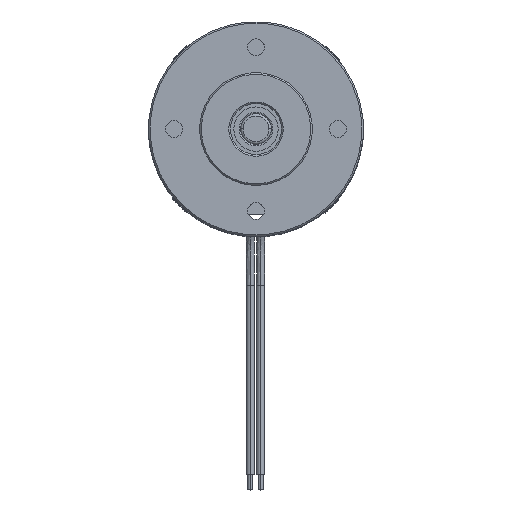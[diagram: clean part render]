
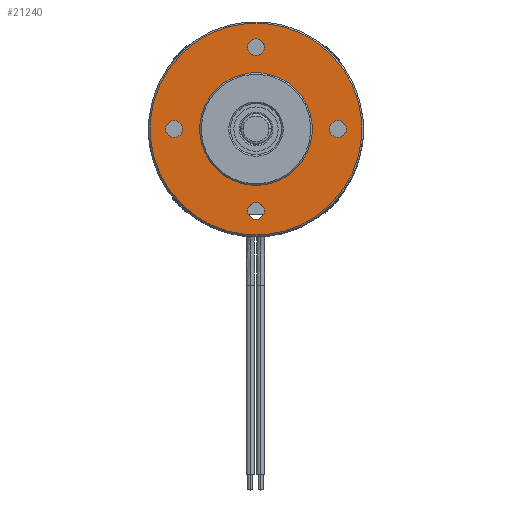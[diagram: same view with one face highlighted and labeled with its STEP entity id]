
A CAD part, top view. The second image highlights one B-rep face of the part: STEP entity #21240.
In plain terms, the highlighted planar face has unit normal (0, 0, 1).
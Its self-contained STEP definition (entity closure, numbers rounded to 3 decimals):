
#831 = EDGE_LOOP ( 'NONE', ( #57866, #29343 ) ) ;
#1314 = FACE_OUTER_BOUND ( 'NONE', #9980, .T. ) ;
#1404 = DIRECTION ( 'NONE',  ( 0., 0., -1. ) ) ;
#1650 = CIRCLE ( 'NONE', #21736, 1.65 ) ;
#2720 = EDGE_LOOP ( 'NONE', ( #31062, #26961 ) ) ;
#3457 = DIRECTION ( 'NONE',  ( 0., 0., -1. ) ) ;
#3532 = EDGE_LOOP ( 'NONE', ( #17693, #34679 ) ) ;
#3658 = CARTESIAN_POINT ( 'NONE',  ( -1.167, 14.833, 70. ) ) ;
#3675 = VERTEX_POINT ( 'NONE', #13549 ) ;
#3705 = CIRCLE ( 'NONE', #56616, 11. ) ;
#3847 = ORIENTED_EDGE ( 'NONE', *, *, #43555, .T. ) ;
#4657 = EDGE_CURVE ( 'NONE', #46682, #45307, #28773, .T. ) ;
#5372 = CARTESIAN_POINT ( 'NONE',  ( 1.167, 17.167, 70. ) ) ;
#5907 = EDGE_CURVE ( 'NONE', #45307, #46682, #17687, .T. ) ;
#6240 = CARTESIAN_POINT ( 'NONE',  ( 0., -16., 70. ) ) ;
#6278 = FACE_BOUND ( 'NONE', #2720, .T. ) ;
#7274 = AXIS2_PLACEMENT_3D ( 'NONE', #58150, #17732, #37938 ) ;
#8014 = EDGE_CURVE ( 'NONE', #20299, #24394, #1650, .T. ) ;
#9168 = EDGE_LOOP ( 'NONE', ( #34665, #41667 ) ) ;
#9544 = EDGE_CURVE ( 'NONE', #12799, #45397, #44037, .T. ) ;
#9980 = EDGE_LOOP ( 'NONE', ( #3847, #46017 ) ) ;
#10691 = VERTEX_POINT ( 'NONE', #26293 ) ;
#10906 = VERTEX_POINT ( 'NONE', #5372 ) ;
#11587 = DIRECTION ( 'NONE',  ( 0., 0., 1. ) ) ;
#11841 = AXIS2_PLACEMENT_3D ( 'NONE', #51214, #21071, #31991 ) ;
#11909 = FACE_BOUND ( 'NONE', #831, .T. ) ;
#12799 = VERTEX_POINT ( 'NONE', #37669 ) ;
#13388 = AXIS2_PLACEMENT_3D ( 'NONE', #45912, #20744, #51882 ) ;
#13549 = CARTESIAN_POINT ( 'NONE',  ( -14.833, 1.167, 70. ) ) ;
#15423 = CARTESIAN_POINT ( 'NONE',  ( 1.167, -14.833, 70. ) ) ;
#16307 = DIRECTION ( 'NONE',  ( -0.707, -0.707, 0. ) ) ;
#16511 = DIRECTION ( 'NONE',  ( 0., 0., -1. ) ) ;
#17687 = CIRCLE ( 'NONE', #18726, 1.65 ) ;
#17693 = ORIENTED_EDGE ( 'NONE', *, *, #57012, .T. ) ;
#17732 = DIRECTION ( 'NONE',  ( 0., 0., -1. ) ) ;
#18726 = AXIS2_PLACEMENT_3D ( 'NONE', #6240, #36060, #20819 ) ;
#19010 = EDGE_CURVE ( 'NONE', #30993, #3675, #39016, .T. ) ;
#19236 = CARTESIAN_POINT ( 'NONE',  ( -16., 0., 70. ) ) ;
#20299 = VERTEX_POINT ( 'NONE', #31357 ) ;
#20744 = DIRECTION ( 'NONE',  ( 0., 0., -1. ) ) ;
#20819 = DIRECTION ( 'NONE',  ( -0.707, -0.707, 0. ) ) ;
#21071 = DIRECTION ( 'NONE',  ( 0., 0., -1. ) ) ;
#21240 = ADVANCED_FACE ( 'NONE', ( #6278, #50687, #11909, #21504, #26476, #1314 ), #56965, .T. ) ;
#21475 = CARTESIAN_POINT ( 'NONE',  ( 0., 0., 70. ) ) ;
#21504 = FACE_BOUND ( 'NONE', #9168, .T. ) ;
#21736 = AXIS2_PLACEMENT_3D ( 'NONE', #48707, #29492, #63953 ) ;
#24394 = VERTEX_POINT ( 'NONE', #29773 ) ;
#24860 = DIRECTION ( 'NONE',  ( 0., 0., -1. ) ) ;
#25261 = AXIS2_PLACEMENT_3D ( 'NONE', #19236, #24860, #59341 ) ;
#25333 = ORIENTED_EDGE ( 'NONE', *, *, #5907, .T. ) ;
#25507 = DIRECTION ( 'NONE',  ( 1., 0., 0. ) ) ;
#26293 = CARTESIAN_POINT ( 'NONE',  ( 14.637, 14.637, 70. ) ) ;
#26476 = FACE_BOUND ( 'NONE', #3532, .T. ) ;
#26961 = ORIENTED_EDGE ( 'NONE', *, *, #49619, .T. ) ;
#27283 = AXIS2_PLACEMENT_3D ( 'NONE', #56547, #31365, #31696 ) ;
#27460 = AXIS2_PLACEMENT_3D ( 'NONE', #62034, #1404, #16307 ) ;
#28300 = DIRECTION ( 'NONE',  ( -0.707, -0.707, 0. ) ) ;
#28437 = CIRCLE ( 'NONE', #25261, 1.65 ) ;
#28610 = DIRECTION ( 'NONE',  ( 0.707, 0.707, 0. ) ) ;
#28773 = CIRCLE ( 'NONE', #44675, 1.65 ) ;
#29343 = ORIENTED_EDGE ( 'NONE', *, *, #19010, .T. ) ;
#29492 = DIRECTION ( 'NONE',  ( 0., 0., -1. ) ) ;
#29773 = CARTESIAN_POINT ( 'NONE',  ( 17.167, 1.167, 70. ) ) ;
#30324 = CIRCLE ( 'NONE', #27283, 1.65 ) ;
#30886 = CIRCLE ( 'NONE', #11841, 1.65 ) ;
#30993 = VERTEX_POINT ( 'NONE', #54207 ) ;
#31062 = ORIENTED_EDGE ( 'NONE', *, *, #9544, .T. ) ;
#31357 = CARTESIAN_POINT ( 'NONE',  ( 14.833, -1.167, 70. ) ) ;
#31365 = DIRECTION ( 'NONE',  ( 0., 0., -1. ) ) ;
#31696 = DIRECTION ( 'NONE',  ( -0.707, -0.707, 0. ) ) ;
#31991 = DIRECTION ( 'NONE',  ( -0.707, -0.707, 0. ) ) ;
#32762 = EDGE_CURVE ( 'NONE', #24394, #20299, #30324, .T. ) ;
#33588 = CARTESIAN_POINT ( 'NONE',  ( 0., 0., 70. ) ) ;
#33929 = AXIS2_PLACEMENT_3D ( 'NONE', #44701, #64912, #50310 ) ;
#34665 = ORIENTED_EDGE ( 'NONE', *, *, #32762, .T. ) ;
#34679 = ORIENTED_EDGE ( 'NONE', *, *, #47194, .T. ) ;
#36060 = DIRECTION ( 'NONE',  ( 0., 0., -1. ) ) ;
#36718 = DIRECTION ( 'NONE',  ( -0.707, -0.707, 0. ) ) ;
#37669 = CARTESIAN_POINT ( 'NONE',  ( 7.778, 7.778, 70. ) ) ;
#37938 = DIRECTION ( 'NONE',  ( -0.707, -0.707, 0. ) ) ;
#38635 = CARTESIAN_POINT ( 'NONE',  ( -7.778, -7.778, 70. ) ) ;
#39016 = CIRCLE ( 'NONE', #7274, 1.65 ) ;
#39753 = CIRCLE ( 'NONE', #50322, 20.7 ) ;
#41319 = ORIENTED_EDGE ( 'NONE', *, *, #4657, .T. ) ;
#41667 = ORIENTED_EDGE ( 'NONE', *, *, #8014, .T. ) ;
#41727 = CARTESIAN_POINT ( 'NONE',  ( -14.849, 14.849, 70. ) ) ;
#42448 = AXIS2_PLACEMENT_3D ( 'NONE', #41727, #11587, #25507 ) ;
#42457 = VERTEX_POINT ( 'NONE', #51111 ) ;
#43555 = EDGE_CURVE ( 'NONE', #10691, #42457, #58235, .T. ) ;
#44037 = CIRCLE ( 'NONE', #13388, 11. ) ;
#44675 = AXIS2_PLACEMENT_3D ( 'NONE', #54470, #3457, #28300 ) ;
#44701 = CARTESIAN_POINT ( 'NONE',  ( 0., 0., 70. ) ) ;
#45307 = VERTEX_POINT ( 'NONE', #46612 ) ;
#45397 = VERTEX_POINT ( 'NONE', #38635 ) ;
#45912 = CARTESIAN_POINT ( 'NONE',  ( 0., 0., 70. ) ) ;
#46017 = ORIENTED_EDGE ( 'NONE', *, *, #55355, .T. ) ;
#46328 = EDGE_LOOP ( 'NONE', ( #41319, #25333 ) ) ;
#46612 = CARTESIAN_POINT ( 'NONE',  ( -1.167, -17.167, 70. ) ) ;
#46682 = VERTEX_POINT ( 'NONE', #15423 ) ;
#47194 = EDGE_CURVE ( 'NONE', #57867, #10906, #47611, .T. ) ;
#47611 = CIRCLE ( 'NONE', #27460, 1.65 ) ;
#48707 = CARTESIAN_POINT ( 'NONE',  ( 16., 0., 70. ) ) ;
#49619 = EDGE_CURVE ( 'NONE', #45397, #12799, #3705, .T. ) ;
#50310 = DIRECTION ( 'NONE',  ( 0.707, 0.707, 0. ) ) ;
#50322 = AXIS2_PLACEMENT_3D ( 'NONE', #33588, #53798, #28610 ) ;
#50687 = FACE_BOUND ( 'NONE', #46328, .T. ) ;
#51111 = CARTESIAN_POINT ( 'NONE',  ( -14.637, -14.637, 70. ) ) ;
#51214 = CARTESIAN_POINT ( 'NONE',  ( 0., 16., 70. ) ) ;
#51882 = DIRECTION ( 'NONE',  ( -0.707, -0.707, 0. ) ) ;
#53798 = DIRECTION ( 'NONE',  ( 0., 0., 1. ) ) ;
#54207 = CARTESIAN_POINT ( 'NONE',  ( -17.167, -1.167, 70. ) ) ;
#54470 = CARTESIAN_POINT ( 'NONE',  ( 0., -16., 70. ) ) ;
#55355 = EDGE_CURVE ( 'NONE', #42457, #10691, #39753, .T. ) ;
#56547 = CARTESIAN_POINT ( 'NONE',  ( 16., 0., 70. ) ) ;
#56616 = AXIS2_PLACEMENT_3D ( 'NONE', #21475, #16511, #36718 ) ;
#56965 = PLANE ( 'NONE',  #42448 ) ;
#57012 = EDGE_CURVE ( 'NONE', #10906, #57867, #30886, .T. ) ;
#57866 = ORIENTED_EDGE ( 'NONE', *, *, #61512, .T. ) ;
#57867 = VERTEX_POINT ( 'NONE', #3658 ) ;
#58150 = CARTESIAN_POINT ( 'NONE',  ( -16., 0., 70. ) ) ;
#58235 = CIRCLE ( 'NONE', #33929, 20.7 ) ;
#59341 = DIRECTION ( 'NONE',  ( -0.707, -0.707, 0. ) ) ;
#61512 = EDGE_CURVE ( 'NONE', #3675, #30993, #28437, .T. ) ;
#62034 = CARTESIAN_POINT ( 'NONE',  ( 0., 16., 70. ) ) ;
#63953 = DIRECTION ( 'NONE',  ( -0.707, -0.707, 0. ) ) ;
#64912 = DIRECTION ( 'NONE',  ( 0., 0., 1. ) ) ;
